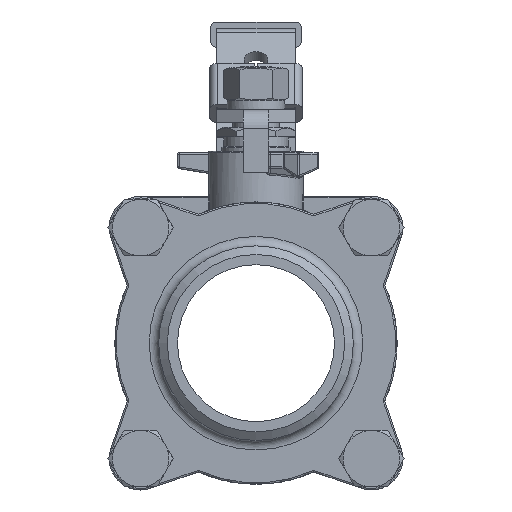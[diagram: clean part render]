
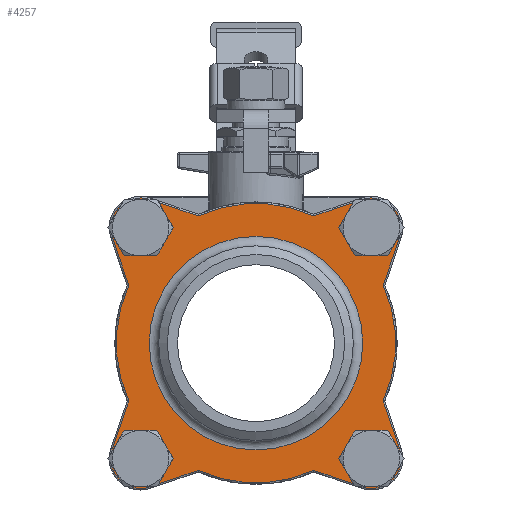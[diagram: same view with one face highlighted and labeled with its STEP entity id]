
A CAD part, left-side view. The second image highlights one B-rep face of the part: STEP entity #4257.
In plain terms, the highlighted planar face has unit normal (-1, 0, 0).
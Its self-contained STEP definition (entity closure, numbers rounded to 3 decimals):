
#4257=ADVANCED_FACE('',(#8286,#8287,#8288,#8289,#8290,#8291),#8292,.T.);
#8286=FACE_OUTER_BOUND('',#19345,.T.);
#8287=FACE_BOUND('',#19346,.T.);
#8288=FACE_BOUND('',#19347,.T.);
#8289=FACE_BOUND('',#19348,.T.);
#8290=FACE_BOUND('',#19349,.T.);
#8291=FACE_BOUND('',#19350,.T.);
#8292=PLANE('',#19351);
#19345=EDGE_LOOP('',(#30222,#30223,#30224,#30225,#30226,#30227,#30228,#30229,#30230,#30231,#30232,#30233,#30234,#30235,#30236,#30237));
#19346=EDGE_LOOP('',(#30238));
#19347=EDGE_LOOP('',(#30239));
#19348=EDGE_LOOP('',(#30240));
#19349=EDGE_LOOP('',(#30241));
#19350=EDGE_LOOP('',(#30242));
#19351=AXIS2_PLACEMENT_3D('',#30243,#30244,#30245);
#30222=ORIENTED_EDGE('',*,*,#34647,.T.);
#30223=ORIENTED_EDGE('',*,*,#34618,.T.);
#30224=ORIENTED_EDGE('',*,*,#34560,.T.);
#30225=ORIENTED_EDGE('',*,*,#34485,.T.);
#30226=ORIENTED_EDGE('',*,*,#34623,.T.);
#30227=ORIENTED_EDGE('',*,*,#34601,.T.);
#30228=ORIENTED_EDGE('',*,*,#34637,.T.);
#30229=ORIENTED_EDGE('',*,*,#34626,.T.);
#30230=ORIENTED_EDGE('',*,*,#34648,.T.);
#30231=ORIENTED_EDGE('',*,*,#34643,.T.);
#30232=ORIENTED_EDGE('',*,*,#34503,.T.);
#30233=ORIENTED_EDGE('',*,*,#34569,.T.);
#30234=ORIENTED_EDGE('',*,*,#34579,.T.);
#30235=ORIENTED_EDGE('',*,*,#34572,.T.);
#30236=ORIENTED_EDGE('',*,*,#34575,.T.);
#30237=ORIENTED_EDGE('',*,*,#34615,.T.);
#30238=ORIENTED_EDGE('',*,*,#34633,.F.);
#30239=ORIENTED_EDGE('',*,*,#34635,.F.);
#30240=ORIENTED_EDGE('',*,*,#34594,.F.);
#30241=ORIENTED_EDGE('',*,*,#34641,.F.);
#30242=ORIENTED_EDGE('',*,*,#34582,.T.);
#30243=CARTESIAN_POINT('',(-45.9,0.,0.));
#30244=DIRECTION('',(-1.0,0.,0.));
#30245=DIRECTION('',(0.,0.707,0.707));
#34485=EDGE_CURVE('',#40754,#40752,#40755,.T.);
#34503=EDGE_CURVE('',#40783,#40784,#40785,.T.);
#34560=EDGE_CURVE('',#40872,#40754,#40875,.T.);
#34569=EDGE_CURVE('',#40784,#40884,#40886,.T.);
#34572=EDGE_CURVE('',#40890,#40888,#40891,.T.);
#34575=EDGE_CURVE('',#40888,#40894,#40895,.T.);
#34579=EDGE_CURVE('',#40884,#40890,#40899,.T.);
#34582=EDGE_CURVE('',#40903,#40903,#40904,.T.);
#34594=EDGE_CURVE('',#40920,#40920,#40921,.T.);
#34601=EDGE_CURVE('',#40926,#40928,#40930,.T.);
#34615=EDGE_CURVE('',#40894,#40945,#40947,.T.);
#34618=EDGE_CURVE('',#40949,#40872,#40951,.T.);
#34623=EDGE_CURVE('',#40752,#40926,#40957,.T.);
#34626=EDGE_CURVE('',#40961,#40959,#40962,.T.);
#34633=EDGE_CURVE('',#40970,#40970,#40971,.T.);
#34635=EDGE_CURVE('',#40973,#40973,#40974,.T.);
#34637=EDGE_CURVE('',#40928,#40961,#40976,.T.);
#34641=EDGE_CURVE('',#40981,#40981,#40982,.T.);
#34643=EDGE_CURVE('',#40984,#40783,#40985,.T.);
#34647=EDGE_CURVE('',#40945,#40949,#40989,.T.);
#34648=EDGE_CURVE('',#40959,#40984,#40990,.T.);
#40752=VERTEX_POINT('',#53316);
#40754=VERTEX_POINT('',#53331);
#40755=CIRCLE('',#53332,44.5);
#40783=VERTEX_POINT('',#53377);
#40784=VERTEX_POINT('',#53378);
#40785=LINE('',#53379,#53380);
#40872=VERTEX_POINT('',#53575);
#40875=LINE('',#53579,#53580);
#40884=VERTEX_POINT('',#53593);
#40886=CIRCLE('',#53608,44.5);
#40888=VERTEX_POINT('',#53610);
#40890=VERTEX_POINT('',#53612);
#40891=CIRCLE('',#53613,9.5);
#40894=VERTEX_POINT('',#53616);
#40895=LINE('',#53617,#53618);
#40899=LINE('',#53636,#53637);
#40903=VERTEX_POINT('',#53641);
#40904=CIRCLE('',#53642,34.0);
#40920=VERTEX_POINT('',#53661);
#40921=CIRCLE('',#53662,6.4);
#40926=VERTEX_POINT('',#53669);
#40928=VERTEX_POINT('',#53671);
#40930=CIRCLE('',#53673,9.5);
#40945=VERTEX_POINT('',#53690);
#40947=CIRCLE('',#53705,44.5);
#40949=VERTEX_POINT('',#53707);
#40951=CIRCLE('',#53709,9.5);
#40957=LINE('',#53716,#53717);
#40959=VERTEX_POINT('',#53719);
#40961=VERTEX_POINT('',#53734);
#40962=CIRCLE('',#53735,44.5);
#40970=VERTEX_POINT('',#53756);
#40971=CIRCLE('',#53757,6.4);
#40973=VERTEX_POINT('',#53759);
#40974=CIRCLE('',#53760,6.4);
#40976=LINE('',#53762,#53763);
#40981=VERTEX_POINT('',#53768);
#40982=CIRCLE('',#53769,6.4);
#40984=VERTEX_POINT('',#53771);
#40985=CIRCLE('',#53772,9.5);
#40989=LINE('',#53776,#53777);
#40990=LINE('',#53778,#53779);
#53316=CARTESIAN_POINT('',(-45.9,-18.402,-40.517));
#53331=CARTESIAN_POINT('',(-45.9,18.402,-40.517));
#53332=AXIS2_PLACEMENT_3D('',#57217,#57218,#57219);
#53377=CARTESIAN_POINT('',(-45.9,-33.69,45.756));
#53378=CARTESIAN_POINT('',(-45.9,-18.402,40.517));
#53379=CARTESIAN_POINT('',(-45.9,-7.824,36.892));
#53380=VECTOR('',#57245,1.0);
#53575=CARTESIAN_POINT('',(-45.9,33.69,-45.756));
#53579=CARTESIAN_POINT('',(-45.9,7.824,-36.892));
#53580=VECTOR('',#57320,1.0);
#53593=CARTESIAN_POINT('',(-45.9,18.402,40.517));
#53608=AXIS2_PLACEMENT_3D('',#57325,#57326,#57327);
#53610=CARTESIAN_POINT('',(-45.9,45.756,33.69));
#53612=CARTESIAN_POINT('',(-45.9,33.69,45.756));
#53613=AXIS2_PLACEMENT_3D('',#57331,#57332,#57333);
#53616=CARTESIAN_POINT('',(-45.9,40.517,18.402));
#53617=CARTESIAN_POINT('',(-45.9,36.892,7.824));
#53618=VECTOR('',#57337,1.0);
#53636=CARTESIAN_POINT('',(-45.9,7.824,36.892));
#53637=VECTOR('',#57339,1.0);
#53641=CARTESIAN_POINT('',(-45.9,0.,34.));
#53642=AXIS2_PLACEMENT_3D('',#57343,#57344,#57345);
#53661=CARTESIAN_POINT('',(-45.9,41.295,-41.295));
#53662=AXIS2_PLACEMENT_3D('',#57358,#57359,#57360);
#53669=CARTESIAN_POINT('',(-45.9,-33.69,-45.756));
#53671=CARTESIAN_POINT('',(-45.9,-45.756,-33.69));
#53673=AXIS2_PLACEMENT_3D('',#57369,#57370,#57371);
#53690=CARTESIAN_POINT('',(-45.9,40.517,-18.402));
#53705=AXIS2_PLACEMENT_3D('',#57389,#57390,#57391);
#53707=CARTESIAN_POINT('',(-45.9,45.756,-33.69));
#53709=AXIS2_PLACEMENT_3D('',#57395,#57396,#57397);
#53716=CARTESIAN_POINT('',(-45.9,-7.824,-36.892));
#53717=VECTOR('',#57402,1.0);
#53719=CARTESIAN_POINT('',(-45.9,-40.517,18.402));
#53734=CARTESIAN_POINT('',(-45.9,-40.517,-18.402));
#53735=AXIS2_PLACEMENT_3D('',#57403,#57404,#57405);
#53756=CARTESIAN_POINT('',(-45.9,-41.295,41.295));
#53757=AXIS2_PLACEMENT_3D('',#57412,#57413,#57414);
#53759=CARTESIAN_POINT('',(-45.9,-41.295,-41.295));
#53760=AXIS2_PLACEMENT_3D('',#57415,#57416,#57417);
#53762=CARTESIAN_POINT('',(-45.9,-36.892,-7.824));
#53763=VECTOR('',#57418,1.0);
#53768=CARTESIAN_POINT('',(-45.9,41.295,41.295));
#53769=AXIS2_PLACEMENT_3D('',#57422,#57423,#57424);
#53771=CARTESIAN_POINT('',(-45.9,-45.756,33.69));
#53772=AXIS2_PLACEMENT_3D('',#57425,#57426,#57427);
#53776=CARTESIAN_POINT('',(-45.9,36.892,-7.824));
#53777=VECTOR('',#57434,1.0);
#53778=CARTESIAN_POINT('',(-45.9,-36.892,7.824));
#53779=VECTOR('',#57435,1.0);
#57217=CARTESIAN_POINT('',(-45.9,0.,0.));
#57218=DIRECTION('',(-1.0,0.,0.));
#57219=DIRECTION('',(0.,0.,-1.0));
#57245=DIRECTION('',(0.,0.946,-0.324));
#57320=DIRECTION('',(0.,-0.946,0.324));
#57325=CARTESIAN_POINT('',(-45.9,0.,0.));
#57326=DIRECTION('',(-1.0,0.,0.));
#57327=DIRECTION('',(0.,0.,1.0));
#57331=CARTESIAN_POINT('',(-45.9,36.77,36.77));
#57332=DIRECTION('',(-1.0,0.,0.));
#57333=DIRECTION('',(0.,0.707,0.707));
#57337=DIRECTION('',(0.,-0.324,-0.946));
#57339=DIRECTION('',(0.,0.946,0.324));
#57343=CARTESIAN_POINT('',(-45.9,0.,0.));
#57344=DIRECTION('',(1.0,0.,0.));
#57345=DIRECTION('',(0.,0.,-1.0));
#57358=CARTESIAN_POINT('',(-45.9,36.77,-36.77));
#57359=DIRECTION('',(-1.0,0.,0.));
#57360=DIRECTION('',(0.,-0.707,0.707));
#57369=CARTESIAN_POINT('',(-45.9,-36.77,-36.77));
#57370=DIRECTION('',(-1.0,0.,0.));
#57371=DIRECTION('',(0.,-0.707,-0.707));
#57389=CARTESIAN_POINT('',(-45.9,0.,0.));
#57390=DIRECTION('',(-1.0,0.,0.));
#57391=DIRECTION('',(0.,1.0,0.));
#57395=CARTESIAN_POINT('',(-45.9,36.77,-36.77));
#57396=DIRECTION('',(-1.0,0.,0.));
#57397=DIRECTION('',(0.,0.707,-0.707));
#57402=DIRECTION('',(0.,-0.946,-0.324));
#57403=CARTESIAN_POINT('',(-45.9,0.,0.));
#57404=DIRECTION('',(-1.0,0.,0.));
#57405=DIRECTION('',(0.,-1.0,0.));
#57412=CARTESIAN_POINT('',(-45.9,-36.77,36.77));
#57413=DIRECTION('',(-1.0,0.,0.));
#57414=DIRECTION('',(0.,0.707,-0.707));
#57415=CARTESIAN_POINT('',(-45.9,-36.77,-36.77));
#57416=DIRECTION('',(-1.0,0.,0.));
#57417=DIRECTION('',(0.,0.707,0.707));
#57418=DIRECTION('',(0.,0.324,0.946));
#57422=CARTESIAN_POINT('',(-45.9,36.77,36.77));
#57423=DIRECTION('',(-1.0,0.,0.));
#57424=DIRECTION('',(0.,-0.707,-0.707));
#57425=CARTESIAN_POINT('',(-45.9,-36.77,36.77));
#57426=DIRECTION('',(-1.0,0.,0.));
#57427=DIRECTION('',(0.,-0.707,0.707));
#57434=DIRECTION('',(0.,0.324,-0.946));
#57435=DIRECTION('',(0.,-0.324,0.946));
